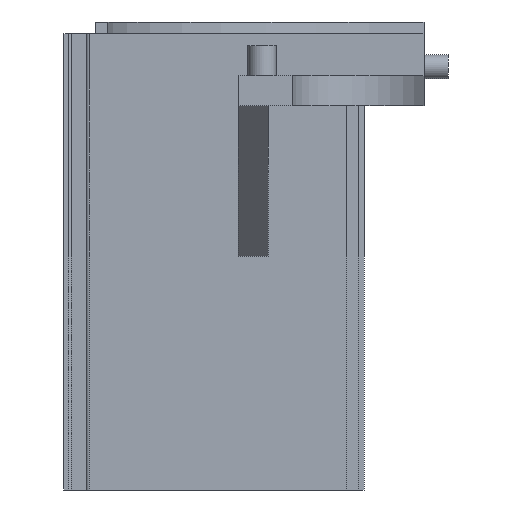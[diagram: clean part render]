
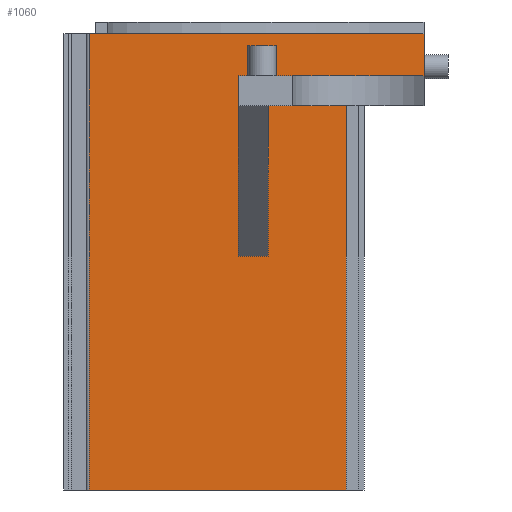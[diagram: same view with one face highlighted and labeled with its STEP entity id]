
A CAD part, front view. The second image highlights one B-rep face of the part: STEP entity #1060.
In plain terms, the highlighted planar face has unit normal (0, -1, 0).
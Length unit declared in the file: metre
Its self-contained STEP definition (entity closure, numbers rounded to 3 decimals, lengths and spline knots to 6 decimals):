
#82=LINE('',#1933,#172);
#89=LINE('',#1953,#179);
#92=LINE('',#1958,#182);
#94=LINE('',#1962,#184);
#96=LINE('',#1966,#186);
#99=LINE('',#1972,#189);
#100=LINE('',#1974,#190);
#107=LINE('',#1989,#197);
#111=LINE('',#2006,#201);
#132=LINE('',#2067,#222);
#172=VECTOR('',#1631,1.);
#179=VECTOR('',#1646,1.);
#182=VECTOR('',#1651,1.);
#184=VECTOR('',#1655,1.);
#186=VECTOR('',#1659,1.);
#189=VECTOR('',#1664,1.);
#190=VECTOR('',#1667,1.);
#197=VECTOR('',#1678,1.);
#201=VECTOR('',#1690,1.);
#222=VECTOR('',#1743,1.);
#521=ORIENTED_EDGE('',*,*,#680,.T.);
#522=ORIENTED_EDGE('',*,*,#654,.T.);
#523=ORIENTED_EDGE('',*,*,#639,.F.);
#524=ORIENTED_EDGE('',*,*,#646,.T.);
#525=ORIENTED_EDGE('',*,*,#638,.T.);
#526=ORIENTED_EDGE('',*,*,#635,.T.);
#527=ORIENTED_EDGE('',*,*,#633,.T.);
#528=ORIENTED_EDGE('',*,*,#631,.T.);
#529=ORIENTED_EDGE('',*,*,#628,.F.);
#530=ORIENTED_EDGE('',*,*,#618,.F.);
#618=EDGE_CURVE('',#738,#739,#82,.T.);
#628=EDGE_CURVE('',#739,#747,#89,.T.);
#631=EDGE_CURVE('',#748,#747,#92,.T.);
#633=EDGE_CURVE('',#749,#748,#94,.T.);
#635=EDGE_CURVE('',#750,#749,#96,.T.);
#638=EDGE_CURVE('',#751,#750,#99,.T.);
#639=EDGE_CURVE('',#752,#753,#100,.T.);
#646=EDGE_CURVE('',#752,#751,#107,.T.);
#654=EDGE_CURVE('',#764,#753,#111,.T.);
#680=EDGE_CURVE('',#738,#764,#132,.F.);
#738=VERTEX_POINT('',#1934);
#739=VERTEX_POINT('',#1935);
#747=VERTEX_POINT('',#1954);
#748=VERTEX_POINT('',#1959);
#749=VERTEX_POINT('',#1963);
#750=VERTEX_POINT('',#1967);
#751=VERTEX_POINT('',#1971);
#752=VERTEX_POINT('',#1975);
#753=VERTEX_POINT('',#1976);
#764=VERTEX_POINT('',#2007);
#884=EDGE_LOOP('',(#521,#522,#523,#524,#525,#526,#527,#528,#529,#530));
#960=FACE_BOUND('',#884,.T.);
#1005=PLANE('',#1460);
#1060=ADVANCED_FACE('',(#960),#1005,.F.);
#1460=AXIS2_PLACEMENT_3D('',#2066,#1741,#1742);
#1631=DIRECTION('',(1.,0.,0.));
#1646=DIRECTION('',(0.,0.,-1.));
#1651=DIRECTION('',(1.,0.,0.));
#1655=DIRECTION('',(0.,0.,1.));
#1659=DIRECTION('',(-1.,0.,0.));
#1664=DIRECTION('',(0.,0.,-1.));
#1667=DIRECTION('',(0.,0.,-1.));
#1678=DIRECTION('',(-1.,0.,0.));
#1690=DIRECTION('',(1.,0.,0.));
#1741=DIRECTION('',(0.,1.,0.));
#1742=DIRECTION('',(0.,0.,1.));
#1743=DIRECTION('',(0.,0.,1.));
#1933=CARTESIAN_POINT('',(0.,-0.053,0.17));
#1934=CARTESIAN_POINT('',(-0.055806,-0.053,0.17));
#1935=CARTESIAN_POINT('',(0.,-0.053,0.17));
#1953=CARTESIAN_POINT('',(0.,-0.053,0.17));
#1954=CARTESIAN_POINT('',(0.,-0.053,0.163));
#1958=CARTESIAN_POINT('',(-0.0025,-0.053,0.163));
#1959=CARTESIAN_POINT('',(-0.031,-0.053,0.163));
#1962=CARTESIAN_POINT('',(-0.031,-0.053,0.1605));
#1963=CARTESIAN_POINT('',(-0.031,-0.053,0.133));
#1966=CARTESIAN_POINT('',(-0.026,-0.053,0.133));
#1967=CARTESIAN_POINT('',(-0.026,-0.053,0.133));
#1971=CARTESIAN_POINT('',(-0.026,-0.053,0.158));
#1972=CARTESIAN_POINT('',(-0.026,-0.053,0.1455));
#1974=CARTESIAN_POINT('',(-0.013,-0.053,0.126));
#1975=CARTESIAN_POINT('',(-0.013,-0.053,0.158));
#1976=CARTESIAN_POINT('',(-0.013,-0.053,0.094));
#1989=CARTESIAN_POINT('',(-0.0205,-0.053,0.158));
#2006=CARTESIAN_POINT('',(0.,-0.053,0.094));
#2007=CARTESIAN_POINT('',(-0.055806,-0.053,0.094));
#2066=CARTESIAN_POINT('',(0.,-0.053,0.17));
#2067=CARTESIAN_POINT('',(-0.055806,-0.053,0.17));
